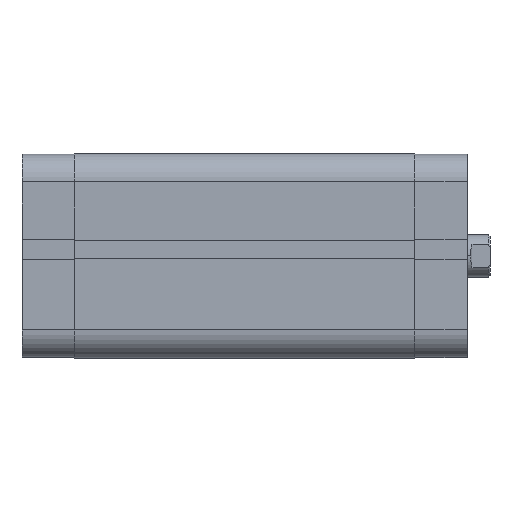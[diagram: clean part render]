
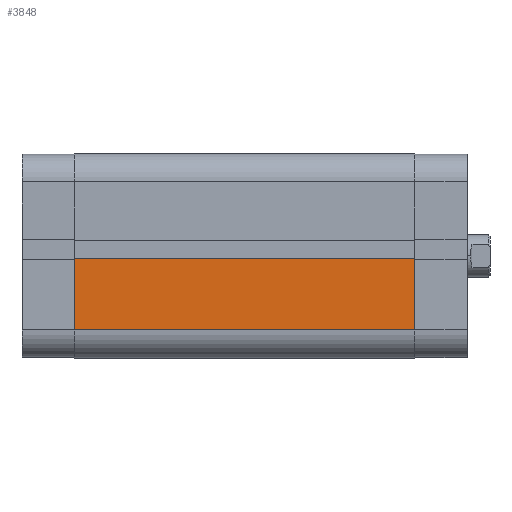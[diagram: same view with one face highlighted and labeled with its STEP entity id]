
A CAD part, top view. The second image highlights one B-rep face of the part: STEP entity #3848.
In plain terms, the highlighted face is planar.
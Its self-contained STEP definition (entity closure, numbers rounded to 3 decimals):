
#221 = ORIENTED_EDGE ( 'NONE', *, *, #2621, .T. ) ;
#226 = ORIENTED_EDGE ( 'NONE', *, *, #2617, .T. ) ;
#236 = ORIENTED_EDGE ( 'NONE', *, *, #2738, .F. ) ;
#473 = ORIENTED_EDGE ( 'NONE', *, *, #2325, .F. ) ;
#509 = CARTESIAN_POINT ( 'NONE',  ( 29., 21., 96.5 ) ) ;
#530 = CARTESIAN_POINT ( 'NONE',  ( 29., 0.85, 0. ) ) ;
#531 = CARTESIAN_POINT ( 'NONE',  ( 29., 21., 0. ) ) ;
#532 = CARTESIAN_POINT ( 'NONE',  ( 29., 0.85, 96.5 ) ) ;
#932 = VERTEX_POINT ( 'NONE', #509 ) ;
#935 = VERTEX_POINT ( 'NONE', #531 ) ;
#937 = VERTEX_POINT ( 'NONE', #532 ) ;
#938 = VERTEX_POINT ( 'NONE', #530 ) ;
#1484 = VECTOR ( 'NONE', #3960, 1000. ) ;
#1504 = LINE ( 'NONE', #3953, #1484 ) ;
#2000 = LINE ( 'NONE', #4582, #2010 ) ;
#2010 = VECTOR ( 'NONE', #4622, 1000. ) ;
#2013 = LINE ( 'NONE', #4626, #2018 ) ;
#2018 = VECTOR ( 'NONE', #4631, 1000. ) ;
#2190 = LINE ( 'NONE', #4908, #2207 ) ;
#2207 = VECTOR ( 'NONE', #4909, 1000. ) ;
#2325 = EDGE_CURVE ( 'NONE', #932, #935, #1504, .T. ) ;
#2617 = EDGE_CURVE ( 'NONE', #937, #938, #2000, .T. ) ;
#2621 = EDGE_CURVE ( 'NONE', #932, #937, #2013, .T. ) ;
#2738 = EDGE_CURVE ( 'NONE', #935, #938, #2190, .T. ) ;
#3189 = AXIS2_PLACEMENT_3D ( 'NONE', #5812, #5818, #5819 ) ;
#3508 = EDGE_LOOP ( 'NONE', ( #236, #473, #221, #226 ) ) ;
#3848 = ADVANCED_FACE ( 'NONE', ( #6471 ), #5809, .T. ) ;
#3953 = CARTESIAN_POINT ( 'NONE',  ( 29., 21., 96.5 ) ) ;
#3960 = DIRECTION ( 'NONE',  ( 0., 0., -1. ) ) ;
#4582 = CARTESIAN_POINT ( 'NONE',  ( 29., 0.85, 96.5 ) ) ;
#4622 = DIRECTION ( 'NONE',  ( 0., 0., -1. ) ) ;
#4626 = CARTESIAN_POINT ( 'NONE',  ( 29., -63.941, 96.5 ) ) ;
#4631 = DIRECTION ( 'NONE',  ( 0., -1., 0. ) ) ;
#4908 = CARTESIAN_POINT ( 'NONE',  ( 29., -63.941, 0. ) ) ;
#4909 = DIRECTION ( 'NONE',  ( 0., -1., 0. ) ) ;
#5809 = PLANE ( 'NONE',  #3189 ) ;
#5812 = CARTESIAN_POINT ( 'NONE',  ( 29., -63.941, 96.5 ) ) ;
#5818 = DIRECTION ( 'NONE',  ( 1., 0., 0. ) ) ;
#5819 = DIRECTION ( 'NONE',  ( 0., 1., 0. ) ) ;
#6471 = FACE_OUTER_BOUND ( 'NONE', #3508, .T. ) ;
